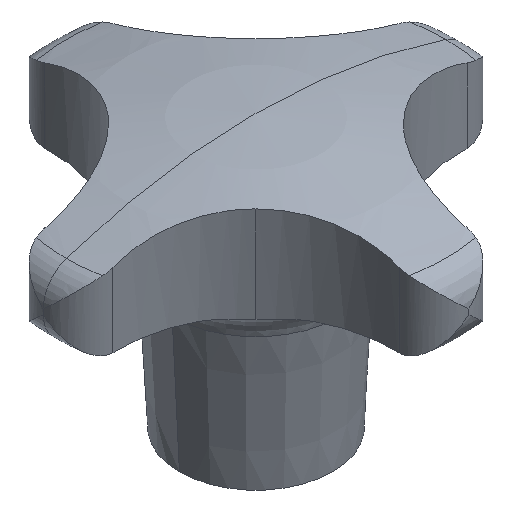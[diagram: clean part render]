
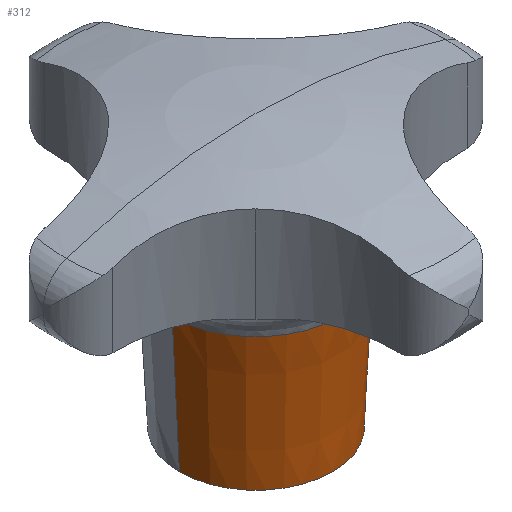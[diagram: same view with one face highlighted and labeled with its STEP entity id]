
A CAD part, isometric view. The second image highlights one B-rep face of the part: STEP entity #312.
In plain terms, the highlighted conical face has half-angle 3 degrees and reference radius 9.425 mm.
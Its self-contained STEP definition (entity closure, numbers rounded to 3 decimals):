
#312=ADVANCED_FACE('',(#790),#791,.T.);
#404=EDGE_CURVE('',#702,#506,#893,.T.);
#420=VERTEX_POINT('',#911);
#480=EDGE_CURVE('',#420,#632,#976,.T.);
#506=VERTEX_POINT('',#1003);
#536=EDGE_CURVE('',#702,#420,#1036,.T.);
#632=VERTEX_POINT('',#1144);
#658=EDGE_CURVE('',#632,#506,#1172,.T.);
#702=VERTEX_POINT('',#1217);
#790=FACE_OUTER_BOUND('',#1356,.T.);
#791=CONICAL_SURFACE('',#1357,9.425,0.052);
#893=CIRCLE('',#1624,9.849);
#911=CARTESIAN_POINT('',(9.0,0.,0.));
#976=CIRCLE('',#1806,9.0);
#1003=CARTESIAN_POINT('',(-9.849,0.,16.209));
#1036=LINE('',#1947,#1948);
#1144=CARTESIAN_POINT('',(-9.0,0.,0.));
#1172=LINE('',#2331,#2332);
#1217=CARTESIAN_POINT('',(9.849,0.,16.209));
#1356=EDGE_LOOP('',(#2585,#2586,#2587,#2588));
#1357=AXIS2_PLACEMENT_3D('',#2589,#2590,#2591);
#1624=AXIS2_PLACEMENT_3D('',#2697,#2698,#2699);
#1806=AXIS2_PLACEMENT_3D('',#2787,#2788,#2789);
#1947=CARTESIAN_POINT('',(9.425,0.,8.105));
#1948=VECTOR('',#2842,1.0);
#2331=CARTESIAN_POINT('',(-9.425,0.,8.105));
#2332=VECTOR('',#2986,1.0);
#2585=ORIENTED_EDGE('',*,*,#536,.F.);
#2586=ORIENTED_EDGE('',*,*,#404,.T.);
#2587=ORIENTED_EDGE('',*,*,#658,.F.);
#2588=ORIENTED_EDGE('',*,*,#480,.F.);
#2589=CARTESIAN_POINT('',(0.0,0.,8.105));
#2590=DIRECTION('',(-0.0,-0.0,1.0));
#2591=DIRECTION('',(1.0,0.,0.0));
#2697=CARTESIAN_POINT('',(0.0,0.,16.209));
#2698=DIRECTION('',(0.0,0.0,-1.0));
#2699=DIRECTION('',(1.0,0.,0.0));
#2787=CARTESIAN_POINT('',(0.0,0.,0.));
#2788=DIRECTION('',(0.0,0.0,-1.0));
#2789=DIRECTION('',(1.0,0.,0.0));
#2842=DIRECTION('',(-0.052,0.,-0.999));
#2986=DIRECTION('',(-0.052,0.,0.999));
